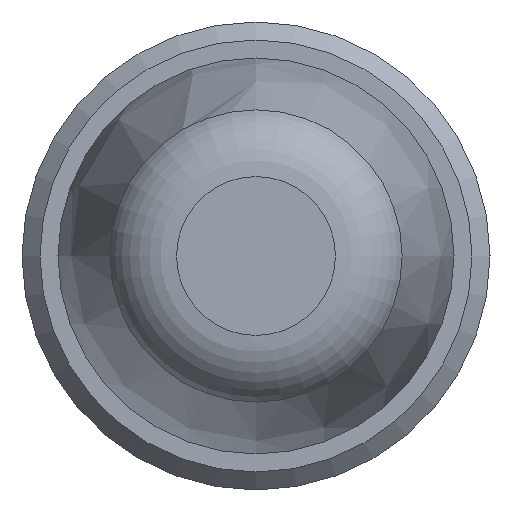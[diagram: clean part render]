
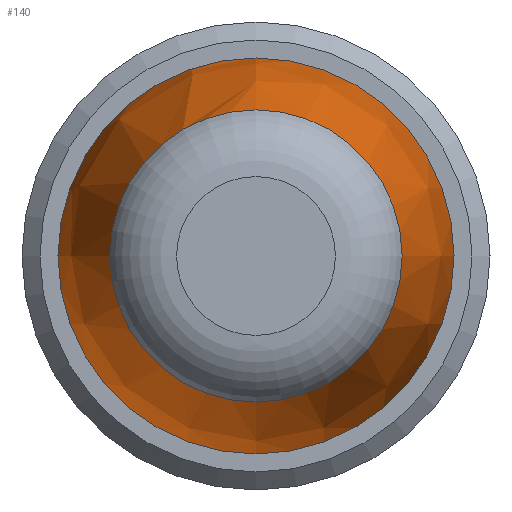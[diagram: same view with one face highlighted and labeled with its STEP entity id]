
A CAD part, front view. The second image highlights one B-rep face of the part: STEP entity #140.
In plain terms, the highlighted free-form (B-spline) face has degree [2, 2] with [3, 9] control points.
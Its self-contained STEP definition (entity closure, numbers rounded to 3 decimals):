
#23=(
BOUNDED_CURVE()
B_SPLINE_CURVE(2,(#252,#253,#254),.UNSPECIFIED.,.F.,.F.)
B_SPLINE_CURVE_WITH_KNOTS((3,3),(-0.387,0.),
 .UNSPECIFIED.)
CURVE()
GEOMETRIC_REPRESENTATION_ITEM()
RATIONAL_B_SPLINE_CURVE((1.,0.981,1.))
REPRESENTATION_ITEM('')
);
#26=(
BOUNDED_SURFACE()
B_SPLINE_SURFACE(2,2,((#223,#224,#225,#226,#227,#228,#229,#230,#231),(#232,
#233,#234,#235,#236,#237,#238,#239,#240),(#241,#242,#243,#244,#245,#246,
#247,#248,#249)),.UNSPECIFIED.,.F.,.T.,.F.)
B_SPLINE_SURFACE_WITH_KNOTS((3,3),(3,2,2,2,3),(0.,0.387),
(-3.142,-1.571,0.,1.571,3.142),
 .UNSPECIFIED.)
GEOMETRIC_REPRESENTATION_ITEM()
RATIONAL_B_SPLINE_SURFACE(((1.,0.707,1.,0.707,1.,
0.707,1.,0.707,1.),(0.981,0.694,
0.981,0.694,0.981,0.694,0.981,
0.694,0.981),(1.,0.707,1.,0.707,
1.,0.707,1.,0.707,1.)))
REPRESENTATION_ITEM('')
SURFACE()
);
#39=FACE_OUTER_BOUND('',#50,.T.);
#50=EDGE_LOOP('',(#108,#109,#110,#111,#112));
#63=CIRCLE('',#152,5.5);
#64=CIRCLE('',#153,5.5);
#66=CIRCLE('',#156,4.059);
#76=VERTEX_POINT('',#216);
#77=VERTEX_POINT('',#217);
#79=VERTEX_POINT('',#250);
#89=EDGE_CURVE('',#76,#77,#63,.T.);
#90=EDGE_CURVE('',#77,#76,#64,.T.);
#92=EDGE_CURVE('',#79,#79,#66,.T.);
#93=EDGE_CURVE('',#79,#77,#23,.T.);
#108=ORIENTED_EDGE('',*,*,#92,.T.);
#109=ORIENTED_EDGE('',*,*,#93,.T.);
#110=ORIENTED_EDGE('',*,*,#90,.T.);
#111=ORIENTED_EDGE('',*,*,#89,.T.);
#112=ORIENTED_EDGE('',*,*,#93,.F.);
#140=ADVANCED_FACE('',(#39),#26,.F.);
#152=AXIS2_PLACEMENT_3D('',#218,#176,#177);
#153=AXIS2_PLACEMENT_3D('',#219,#178,#179);
#156=AXIS2_PLACEMENT_3D('',#251,#184,#185);
#176=DIRECTION('center_axis',(0.,-1.,0.));
#177=DIRECTION('ref_axis',(0.,0.,-1.));
#178=DIRECTION('center_axis',(0.,-1.,0.));
#179=DIRECTION('ref_axis',(0.,0.,-1.));
#184=DIRECTION('center_axis',(0.,1.,0.));
#185=DIRECTION('ref_axis',(0.,0.,1.));
#216=CARTESIAN_POINT('',(0.,8.611,-5.5));
#217=CARTESIAN_POINT('',(0.,8.611,5.5));
#218=CARTESIAN_POINT('Origin',(0.,8.611,0.));
#219=CARTESIAN_POINT('Origin',(0.,8.611,0.));
#223=CARTESIAN_POINT('Ctrl Pts',(0.,8.611,5.5));
#224=CARTESIAN_POINT('Ctrl Pts',(-5.5,8.611,5.5));
#225=CARTESIAN_POINT('Ctrl Pts',(-5.5,8.611,0.));
#226=CARTESIAN_POINT('Ctrl Pts',(-5.5,8.611,-5.5));
#227=CARTESIAN_POINT('Ctrl Pts',(0.,8.611,-5.5));
#228=CARTESIAN_POINT('Ctrl Pts',(5.5,8.611,-5.5));
#229=CARTESIAN_POINT('Ctrl Pts',(5.5,8.611,0.));
#230=CARTESIAN_POINT('Ctrl Pts',(5.5,8.611,5.5));
#231=CARTESIAN_POINT('Ctrl Pts',(0.,8.611,5.5));
#232=CARTESIAN_POINT('Ctrl Pts',(0.,4.787,5.5));
#233=CARTESIAN_POINT('Ctrl Pts',(-5.5,4.787,5.5));
#234=CARTESIAN_POINT('Ctrl Pts',(-5.5,4.787,0.));
#235=CARTESIAN_POINT('Ctrl Pts',(-5.5,4.787,-5.5));
#236=CARTESIAN_POINT('Ctrl Pts',(0.,4.787,-5.5));
#237=CARTESIAN_POINT('Ctrl Pts',(5.5,4.787,-5.5));
#238=CARTESIAN_POINT('Ctrl Pts',(5.5,4.787,0.));
#239=CARTESIAN_POINT('Ctrl Pts',(5.5,4.787,5.5));
#240=CARTESIAN_POINT('Ctrl Pts',(0.,4.787,5.5));
#241=CARTESIAN_POINT('Ctrl Pts',(0.,1.246,4.059));
#242=CARTESIAN_POINT('Ctrl Pts',(-4.059,1.246,4.059));
#243=CARTESIAN_POINT('Ctrl Pts',(-4.059,1.246,0.));
#244=CARTESIAN_POINT('Ctrl Pts',(-4.059,1.246,-4.059));
#245=CARTESIAN_POINT('Ctrl Pts',(0.,1.246,-4.059));
#246=CARTESIAN_POINT('Ctrl Pts',(4.059,1.246,-4.059));
#247=CARTESIAN_POINT('Ctrl Pts',(4.059,1.246,0.));
#248=CARTESIAN_POINT('Ctrl Pts',(4.059,1.246,4.059));
#249=CARTESIAN_POINT('Ctrl Pts',(0.,1.246,4.059));
#250=CARTESIAN_POINT('',(0.,1.246,4.059));
#251=CARTESIAN_POINT('Origin',(0.,1.246,0.));
#252=CARTESIAN_POINT('Ctrl Pts',(0.,1.246,4.059));
#253=CARTESIAN_POINT('Ctrl Pts',(0.,4.787,5.5));
#254=CARTESIAN_POINT('Ctrl Pts',(0.,8.611,5.5));
